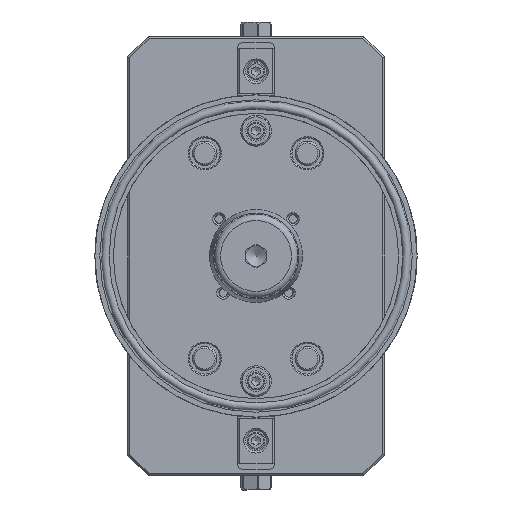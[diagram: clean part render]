
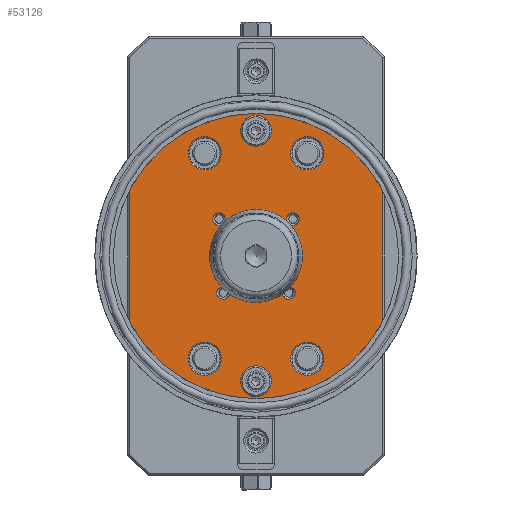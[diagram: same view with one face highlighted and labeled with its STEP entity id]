
A CAD part, front view. The second image highlights one B-rep face of the part: STEP entity #53126.
In plain terms, the highlighted planar face has unit normal (0, -1, 0).
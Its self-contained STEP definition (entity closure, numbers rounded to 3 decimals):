
#2393=FACE_BOUND('',#7695,.T.);
#2394=FACE_BOUND('',#7696,.T.);
#2395=FACE_BOUND('',#7697,.T.);
#2396=FACE_BOUND('',#7698,.T.);
#2397=FACE_BOUND('',#7699,.T.);
#2398=FACE_BOUND('',#7700,.T.);
#2399=FACE_BOUND('',#7701,.T.);
#2400=FACE_BOUND('',#7702,.T.);
#2401=FACE_BOUND('',#7703,.T.);
#2402=FACE_BOUND('',#7704,.T.);
#2403=FACE_BOUND('',#7705,.T.);
#2737=PLANE('',#56418);
#4749=FACE_OUTER_BOUND('',#7694,.T.);
#7694=EDGE_LOOP('',(#34734,#34735,#34736,#34737));
#7695=EDGE_LOOP('',(#34738));
#7696=EDGE_LOOP('',(#34739));
#7697=EDGE_LOOP('',(#34740));
#7698=EDGE_LOOP('',(#34741));
#7699=EDGE_LOOP('',(#34742));
#7700=EDGE_LOOP('',(#34743));
#7701=EDGE_LOOP('',(#34744));
#7702=EDGE_LOOP('',(#34745));
#7703=EDGE_LOOP('',(#34746));
#7704=EDGE_LOOP('',(#34747));
#7705=EDGE_LOOP('',(#34748));
#10980=LINE('',#72532,#15852);
#10981=LINE('',#72535,#15853);
#15852=VECTOR('',#60187,10.);
#15853=VECTOR('',#60190,10.);
#20730=CIRCLE('',#56416,8.1);
#20732=CIRCLE('',#56419,69.5);
#20733=CIRCLE('',#56420,69.5);
#20734=CIRCLE('',#56421,8.1);
#20735=CIRCLE('',#56422,8.1);
#20736=CIRCLE('',#56423,3.067);
#20737=CIRCLE('',#56424,3.067);
#20738=CIRCLE('',#56425,13.5);
#20739=CIRCLE('',#56426,7.5);
#20740=CIRCLE('',#56427,7.5);
#20741=CIRCLE('',#56428,3.067);
#20742=CIRCLE('',#56429,3.067);
#20743=CIRCLE('',#56430,8.1);
#21956=VERTEX_POINT('',#72523);
#21957=VERTEX_POINT('',#72528);
#21958=VERTEX_POINT('',#72529);
#21959=VERTEX_POINT('',#72531);
#21960=VERTEX_POINT('',#72533);
#21961=VERTEX_POINT('',#72536);
#21962=VERTEX_POINT('',#72538);
#21963=VERTEX_POINT('',#72540);
#21964=VERTEX_POINT('',#72542);
#21965=VERTEX_POINT('',#72544);
#21966=VERTEX_POINT('',#72546);
#21967=VERTEX_POINT('',#72548);
#21968=VERTEX_POINT('',#72550);
#21969=VERTEX_POINT('',#72552);
#21970=VERTEX_POINT('',#72554);
#27040=EDGE_CURVE('',#21956,#21956,#20730,.T.);
#27042=EDGE_CURVE('',#21957,#21958,#20732,.T.);
#27043=EDGE_CURVE('',#21959,#21958,#10980,.T.);
#27044=EDGE_CURVE('',#21959,#21960,#20733,.T.);
#27045=EDGE_CURVE('',#21957,#21960,#10981,.T.);
#27046=EDGE_CURVE('',#21961,#21961,#20734,.T.);
#27047=EDGE_CURVE('',#21962,#21962,#20735,.T.);
#27048=EDGE_CURVE('',#21963,#21963,#20736,.T.);
#27049=EDGE_CURVE('',#21964,#21964,#20737,.T.);
#27050=EDGE_CURVE('',#21965,#21965,#20738,.T.);
#27051=EDGE_CURVE('',#21966,#21966,#20739,.T.);
#27052=EDGE_CURVE('',#21967,#21967,#20740,.T.);
#27053=EDGE_CURVE('',#21968,#21968,#20741,.T.);
#27054=EDGE_CURVE('',#21969,#21969,#20742,.T.);
#27055=EDGE_CURVE('',#21970,#21970,#20743,.T.);
#34734=ORIENTED_EDGE('',*,*,#27042,.T.);
#34735=ORIENTED_EDGE('',*,*,#27043,.F.);
#34736=ORIENTED_EDGE('',*,*,#27044,.T.);
#34737=ORIENTED_EDGE('',*,*,#27045,.F.);
#34738=ORIENTED_EDGE('',*,*,#27046,.F.);
#34739=ORIENTED_EDGE('',*,*,#27047,.F.);
#34740=ORIENTED_EDGE('',*,*,#27048,.F.);
#34741=ORIENTED_EDGE('',*,*,#27049,.F.);
#34742=ORIENTED_EDGE('',*,*,#27050,.F.);
#34743=ORIENTED_EDGE('',*,*,#27051,.T.);
#34744=ORIENTED_EDGE('',*,*,#27052,.T.);
#34745=ORIENTED_EDGE('',*,*,#27053,.F.);
#34746=ORIENTED_EDGE('',*,*,#27054,.F.);
#34747=ORIENTED_EDGE('',*,*,#27055,.F.);
#34748=ORIENTED_EDGE('',*,*,#27040,.F.);
#53126=ADVANCED_FACE('',(#4749,#2393,#2394,#2395,#2396,#2397,#2398,#2399,
#2400,#2401,#2402,#2403),#2737,.T.);
#56416=AXIS2_PLACEMENT_3D('',#72525,#60179,#60180);
#56418=AXIS2_PLACEMENT_3D('',#72527,#60183,#60184);
#56419=AXIS2_PLACEMENT_3D('',#72530,#60185,#60186);
#56420=AXIS2_PLACEMENT_3D('',#72534,#60188,#60189);
#56421=AXIS2_PLACEMENT_3D('',#72537,#60191,#60192);
#56422=AXIS2_PLACEMENT_3D('',#72539,#60193,#60194);
#56423=AXIS2_PLACEMENT_3D('',#72541,#60195,#60196);
#56424=AXIS2_PLACEMENT_3D('',#72543,#60197,#60198);
#56425=AXIS2_PLACEMENT_3D('',#72545,#60199,#60200);
#56426=AXIS2_PLACEMENT_3D('',#72547,#60201,#60202);
#56427=AXIS2_PLACEMENT_3D('',#72549,#60203,#60204);
#56428=AXIS2_PLACEMENT_3D('',#72551,#60205,#60206);
#56429=AXIS2_PLACEMENT_3D('',#72553,#60207,#60208);
#56430=AXIS2_PLACEMENT_3D('',#72555,#60209,#60210);
#60179=DIRECTION('center_axis',(0.,-1.,0.));
#60180=DIRECTION('ref_axis',(-1.,0.,0.));
#60183=DIRECTION('center_axis',(0.,-1.,0.));
#60184=DIRECTION('ref_axis',(1.,0.,0.));
#60185=DIRECTION('center_axis',(0.,-1.,0.));
#60186=DIRECTION('ref_axis',(0.904,0.,0.428));
#60187=DIRECTION('',(0.,0.,-1.));
#60188=DIRECTION('center_axis',(0.,-1.,0.));
#60189=DIRECTION('ref_axis',(-0.904,0.,-0.428));
#60190=DIRECTION('',(0.,0.,1.));
#60191=DIRECTION('center_axis',(0.,-1.,0.));
#60192=DIRECTION('ref_axis',(-1.,0.,0.));
#60193=DIRECTION('center_axis',(0.,-1.,0.));
#60194=DIRECTION('ref_axis',(-1.,0.,0.));
#60195=DIRECTION('center_axis',(0.,-1.,0.));
#60196=DIRECTION('ref_axis',(1.,0.,0.));
#60197=DIRECTION('center_axis',(0.,-1.,0.));
#60198=DIRECTION('ref_axis',(1.,0.,0.));
#60199=DIRECTION('center_axis',(0.,-1.,0.));
#60200=DIRECTION('ref_axis',(-1.,0.,0.));
#60201=DIRECTION('center_axis',(0.,1.,0.));
#60202=DIRECTION('ref_axis',(1.,0.,0.));
#60203=DIRECTION('center_axis',(0.,1.,0.));
#60204=DIRECTION('ref_axis',(1.,0.,0.));
#60205=DIRECTION('center_axis',(0.,-1.,0.));
#60206=DIRECTION('ref_axis',(1.,0.,0.));
#60207=DIRECTION('center_axis',(0.,-1.,0.));
#60208=DIRECTION('ref_axis',(1.,0.,0.));
#60209=DIRECTION('center_axis',(0.,-1.,0.));
#60210=DIRECTION('ref_axis',(-1.,0.,0.));
#72523=CARTESIAN_POINT('',(33.1,0.,-50.));
#72525=CARTESIAN_POINT('Origin',(25.,0.,-50.));
#72527=CARTESIAN_POINT('Origin',(-62.5,0.,0.));
#72528=CARTESIAN_POINT('',(-61.5,0.,-32.373));
#72529=CARTESIAN_POINT('',(61.5,0.,-32.373));
#72530=CARTESIAN_POINT('Origin',(0.,0.,
0.));
#72531=CARTESIAN_POINT('',(61.5,0.,32.373));
#72532=CARTESIAN_POINT('',(61.5,0.,0.));
#72533=CARTESIAN_POINT('',(-61.5,0.,32.373));
#72534=CARTESIAN_POINT('Origin',(0.,0.,
0.));
#72535=CARTESIAN_POINT('',(-61.5,0.,0.));
#72536=CARTESIAN_POINT('',(-16.9,0.,-50.));
#72537=CARTESIAN_POINT('Origin',(-25.,0.,-50.));
#72538=CARTESIAN_POINT('',(33.1,0.,50.));
#72539=CARTESIAN_POINT('Origin',(25.,0.,50.));
#72540=CARTESIAN_POINT('',(12.933,0.,-18.));
#72541=CARTESIAN_POINT('Origin',(16.,0.,-18.));
#72542=CARTESIAN_POINT('',(-21.067,0.,18.));
#72543=CARTESIAN_POINT('Origin',(-18.,0.,18.));
#72544=CARTESIAN_POINT('',(13.5,0.,0.));
#72545=CARTESIAN_POINT('Origin',(0.,0.,
0.));
#72546=CARTESIAN_POINT('',(-7.5,0.,61.));
#72547=CARTESIAN_POINT('Origin',(0.,0.,
61.));
#72548=CARTESIAN_POINT('',(-7.5,0.,-61.));
#72549=CARTESIAN_POINT('Origin',(0.,0.,
-61.));
#72550=CARTESIAN_POINT('',(14.933,0.,18.));
#72551=CARTESIAN_POINT('Origin',(18.,0.,18.));
#72552=CARTESIAN_POINT('',(-19.067,0.,-18.));
#72553=CARTESIAN_POINT('Origin',(-16.,0.,-18.));
#72554=CARTESIAN_POINT('',(-16.9,0.,50.));
#72555=CARTESIAN_POINT('Origin',(-25.,0.,50.));
